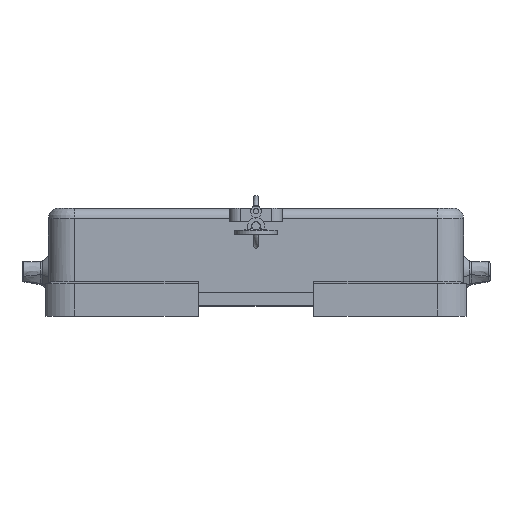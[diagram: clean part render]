
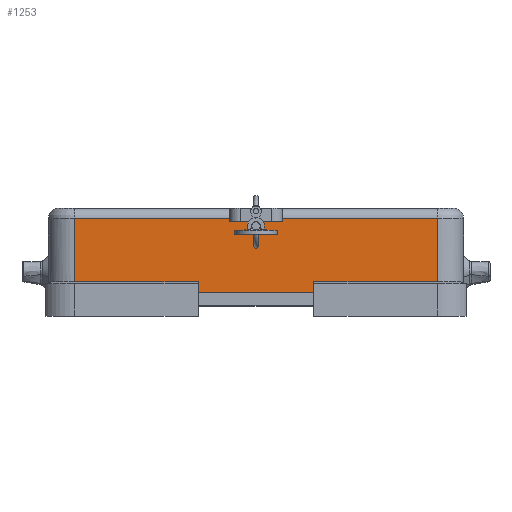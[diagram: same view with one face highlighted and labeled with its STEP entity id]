
A CAD part, top view. The second image highlights one B-rep face of the part: STEP entity #1253.
In plain terms, the highlighted planar face has unit normal (0, 0, 1).
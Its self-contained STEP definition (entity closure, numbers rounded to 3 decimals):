
#267=FACE_OUTER_BOUND('',#1755,.T.);
#461=PLANE('',#4527);
#544=LINE('',#5938,#861);
#562=LINE('',#6014,#879);
#624=LINE('',#8445,#941);
#627=LINE('',#8450,#944);
#631=LINE('',#8493,#948);
#636=LINE('',#8505,#953);
#638=LINE('',#8508,#955);
#639=LINE('',#8510,#956);
#640=LINE('',#8512,#957);
#641=LINE('',#8513,#958);
#642=LINE('',#8515,#959);
#643=LINE('',#8517,#960);
#861=VECTOR('',#4834,1.);
#879=VECTOR('',#4874,1.);
#941=VECTOR('',#5030,1.);
#944=VECTOR('',#5035,1.);
#948=VECTOR('',#5061,1.);
#953=VECTOR('',#5074,1.);
#955=VECTOR('',#5078,1.);
#956=VECTOR('',#5079,1.);
#957=VECTOR('',#5080,1.);
#958=VECTOR('',#5081,1.);
#959=VECTOR('',#5082,1.);
#960=VECTOR('',#5083,1.);
#1253=ADVANCED_FACE('3-0-49',(#267),#461,.T.);
#1755=EDGE_LOOP('',(#2330,#2331,#2332,#2333,#2334,#2335,#2336,#2337,#2338,
#2339,#2340,#2341));
#2330=ORIENTED_EDGE('',*,*,#3626,.T.);
#2331=ORIENTED_EDGE('',*,*,#3843,.T.);
#2332=ORIENTED_EDGE('',*,*,#3844,.T.);
#2333=ORIENTED_EDGE('',*,*,#3845,.T.);
#2334=ORIENTED_EDGE('',*,*,#3822,.T.);
#2335=ORIENTED_EDGE('',*,*,#3819,.T.);
#2336=ORIENTED_EDGE('',*,*,#3655,.F.);
#2337=ORIENTED_EDGE('',*,*,#3846,.T.);
#2338=ORIENTED_EDGE('',*,*,#3847,.T.);
#2339=ORIENTED_EDGE('',*,*,#3848,.T.);
#2340=ORIENTED_EDGE('',*,*,#3835,.T.);
#2341=ORIENTED_EDGE('',*,*,#3841,.T.);
#3237=VERTEX_POINT('',#5937);
#3238=VERTEX_POINT('',#5939);
#3265=VERTEX_POINT('',#6013);
#3266=VERTEX_POINT('',#6015);
#3363=VERTEX_POINT('',#8423);
#3370=VERTEX_POINT('',#8446);
#3377=VERTEX_POINT('',#8476);
#3380=VERTEX_POINT('',#8492);
#3384=VERTEX_POINT('',#8509);
#3385=VERTEX_POINT('',#8511);
#3386=VERTEX_POINT('',#8514);
#3387=VERTEX_POINT('',#8516);
#3626=EDGE_CURVE('',#3238,#3237,#544,.T.);
#3655=EDGE_CURVE('',#3265,#3266,#562,.T.);
#3819=EDGE_CURVE('',#3370,#3266,#624,.T.);
#3822=EDGE_CURVE('',#3363,#3370,#627,.T.);
#3835=EDGE_CURVE('',#3377,#3380,#631,.T.);
#3841=EDGE_CURVE('',#3380,#3238,#636,.T.);
#3843=EDGE_CURVE('',#3237,#3384,#638,.T.);
#3844=EDGE_CURVE('',#3384,#3385,#639,.T.);
#3845=EDGE_CURVE('',#3385,#3363,#640,.T.);
#3846=EDGE_CURVE('',#3265,#3386,#641,.T.);
#3847=EDGE_CURVE('',#3386,#3387,#642,.T.);
#3848=EDGE_CURVE('',#3387,#3377,#643,.T.);
#4527=AXIS2_PLACEMENT_3D('',#8518,#5084,#5085);
#4834=DIRECTION('',(-1.,0.,0.));
#4874=DIRECTION('',(-1.,0.,0.));
#5030=DIRECTION('',(0.,-1.,0.));
#5035=DIRECTION('',(1.,0.,0.));
#5061=DIRECTION('',(-1.,0.,0.));
#5074=DIRECTION('',(0.,-1.,0.));
#5078=DIRECTION('',(0.,1.,0.));
#5079=DIRECTION('',(-1.,0.,0.));
#5080=DIRECTION('',(0.,-1.,0.));
#5081=DIRECTION('',(0.,1.,0.));
#5082=DIRECTION('',(1.,0.,0.));
#5083=DIRECTION('',(0.,1.,0.));
#5084=DIRECTION('',(0.,0.,1.));
#5085=DIRECTION('',(0.,1.,0.));
#5937=CARTESIAN_POINT('',(-18.877,-15.749,50.081));
#5938=CARTESIAN_POINT('',(-8.877,-15.749,50.081));
#5939=CARTESIAN_POINT('',(-8.877,-15.749,50.081));
#6013=CARTESIAN_POINT('',(-2.877,-29.249,50.081));
#6014=CARTESIAN_POINT('',(-2.877,-29.249,50.081));
#6015=CARTESIAN_POINT('',(-24.877,-29.249,50.081));
#8423=CARTESIAN_POINT('',(-48.377,-27.249,50.081));
#8445=CARTESIAN_POINT('',(-24.877,-27.249,50.081));
#8446=CARTESIAN_POINT('',(-24.877,-27.249,50.081));
#8450=CARTESIAN_POINT('',(-48.377,-27.249,50.081));
#8476=CARTESIAN_POINT('',(20.623,-15.249,50.081));
#8492=CARTESIAN_POINT('',(-8.877,-15.249,50.081));
#8493=CARTESIAN_POINT('',(20.623,-15.249,50.081));
#8505=CARTESIAN_POINT('',(-8.877,-15.249,50.081));
#8508=CARTESIAN_POINT('',(-18.877,-15.749,50.081));
#8509=CARTESIAN_POINT('',(-18.877,-15.249,50.081));
#8510=CARTESIAN_POINT('',(-18.877,-15.249,50.081));
#8511=CARTESIAN_POINT('',(-48.377,-15.249,50.081));
#8512=CARTESIAN_POINT('',(-48.377,-15.249,50.081));
#8513=CARTESIAN_POINT('',(-2.877,-29.249,50.081));
#8514=CARTESIAN_POINT('',(-2.877,-27.249,50.081));
#8515=CARTESIAN_POINT('',(-2.877,-27.249,50.081));
#8516=CARTESIAN_POINT('',(20.623,-27.249,50.081));
#8517=CARTESIAN_POINT('',(20.623,-27.249,50.081));
#8518=CARTESIAN_POINT('',(21.823,-30.349,50.081));
